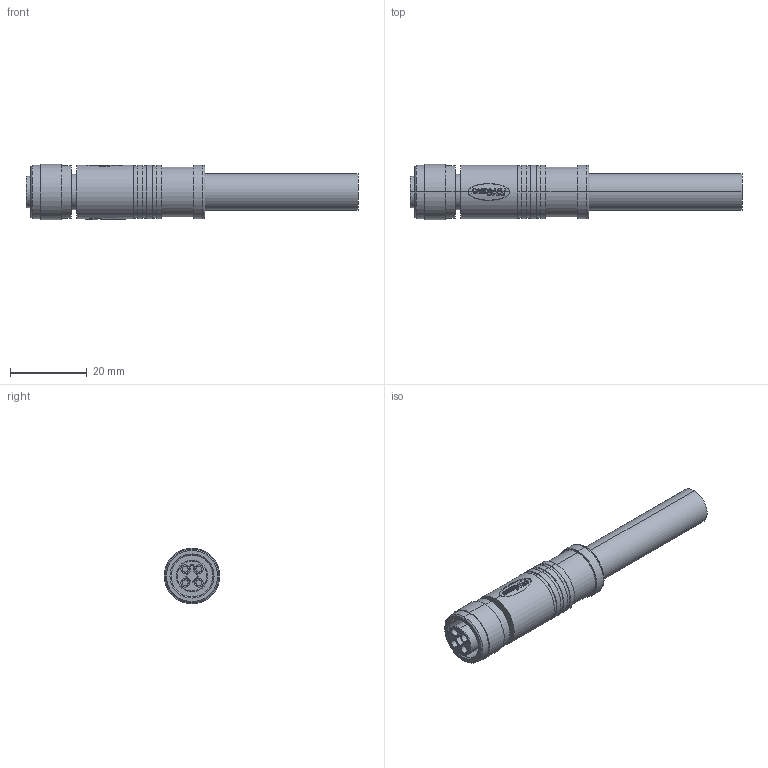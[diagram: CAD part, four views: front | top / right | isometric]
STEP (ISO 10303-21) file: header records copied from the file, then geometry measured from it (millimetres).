
FILE_DESCRIPTION (( 'STEP AP203' ), '1' );
FILE_NAME ('P130.STEP', '2020-03-31T03:47:30', ( 'edpusr' ), ( 'Microsoft' ), 'SwSTEP 2.0', 'SolidWorks 2015', '' );
FILE_SCHEMA (( 'CONFIG_CONTROL_DESIGN' ));
Length unit declared in the file: millimetre
Products named in the file (1): P130
Bounding box: 86.7 x 14.5 x 14.5 mm (x, y, z)
Volume: 9216.4 mm3; surface area: 4570.4 mm2
Topology: 1 solids, 1 shells, 335 faces, 902 edges, 594 vertices
Faces by surface type: bspline 176, cylinder 91, plane 64, cone 4
Entity records: 15591 total; most frequent: CARTESIAN_POINT 8357, ORIENTED_EDGE 1804, DIRECTION 930, EDGE_CURVE 902, VERTEX_POINT 594, B_SPLINE_CURVE_WITH_KNOTS 403, LINE 368, VECTOR 368
